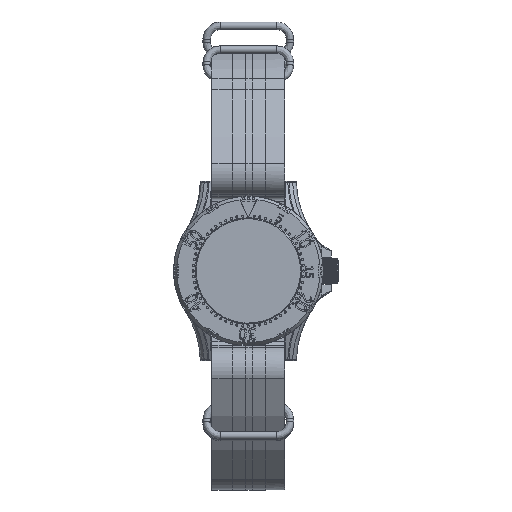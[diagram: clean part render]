
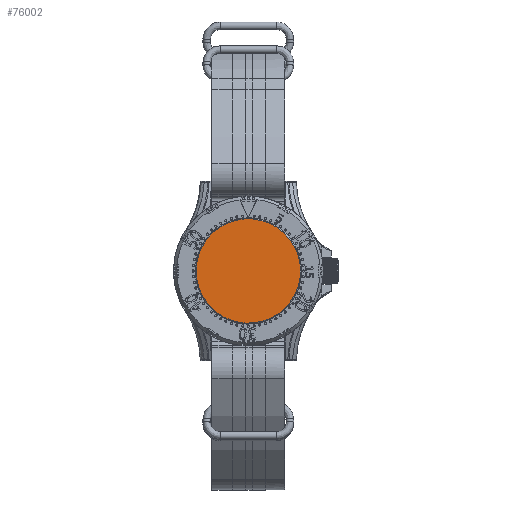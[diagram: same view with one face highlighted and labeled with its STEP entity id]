
A CAD part, top view. The second image highlights one B-rep face of the part: STEP entity #76002.
In plain terms, the highlighted free-form (B-spline) face has degree [1, 1] with [2, 2] control points.
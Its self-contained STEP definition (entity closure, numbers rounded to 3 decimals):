
#75964 = EDGE_CURVE('',#75965,#75965,#75967,.T.);
#75965 = VERTEX_POINT('',#75966);
#75966 = CARTESIAN_POINT('',(22.614,0.,
    20.741));
#75967 = ( BOUNDED_CURVE() B_SPLINE_CURVE(2,(#75968,#75969,#75970,#75971
    ,#75972,#75973,#75974),.UNSPECIFIED.,.T.,.F.) 
B_SPLINE_CURVE_WITH_KNOTS((3,2,2,3),(3.142,5.236,
7.33,9.425),.PIECEWISE_BEZIER_KNOTS.) CURVE() 
GEOMETRIC_REPRESENTATION_ITEM() RATIONAL_B_SPLINE_CURVE((1.,0.5,1.,0.5,
1.,0.5,1.)) REPRESENTATION_ITEM('') );
#75968 = CARTESIAN_POINT('',(22.614,0.,
    20.741));
#75969 = CARTESIAN_POINT('',(22.614,-39.168,
    20.741));
#75970 = CARTESIAN_POINT('',(-11.307,-19.584,
    20.741));
#75971 = CARTESIAN_POINT('',(-45.227,0.,
    20.741));
#75972 = CARTESIAN_POINT('',(-11.307,19.584,
    20.741));
#75973 = CARTESIAN_POINT('',(22.614,39.168,
    20.741));
#75974 = CARTESIAN_POINT('',(22.614,0.,
    20.741));
#76002 = ADVANCED_FACE('',(#76003),#76006,.T.);
#76003 = FACE_BOUND('',#76004,.T.);
#76004 = EDGE_LOOP('',(#76005));
#76005 = ORIENTED_EDGE('',*,*,#75964,.F.);
#76006 = B_SPLINE_SURFACE_WITH_KNOTS('',1,1,(
    (#76007,#76008)
    ,(#76009,#76010
  )),.UNSPECIFIED.,.F.,.F.,.F.,(2,2),(2,2),(-15.7,15.7),(-15.7,15.7),
  .PIECEWISE_BEZIER_KNOTS.);
#76007 = CARTESIAN_POINT('',(-22.614,-22.614,
    20.741));
#76008 = CARTESIAN_POINT('',(-22.614,22.614,
    20.741));
#76009 = CARTESIAN_POINT('',(22.614,-22.614,
    20.741));
#76010 = CARTESIAN_POINT('',(22.614,22.614,
    20.741));
